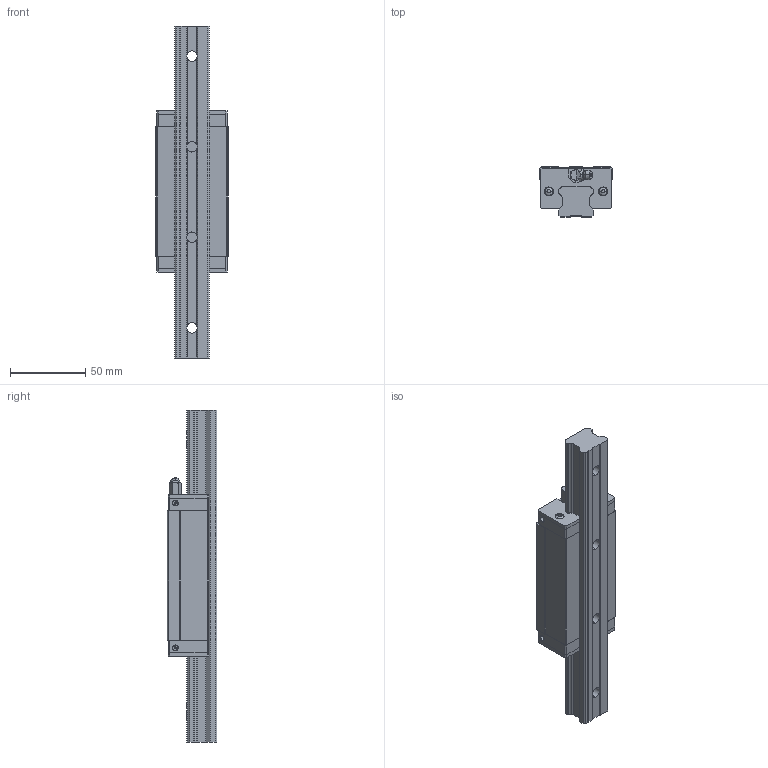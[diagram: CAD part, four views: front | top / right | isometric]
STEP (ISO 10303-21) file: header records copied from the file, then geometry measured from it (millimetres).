
FILE_DESCRIPTION (( 'STEP AP203' ), '1' );
FILE_NAME ('SBI 25 CLL.STEP', '2015-01-09T06:20:47', ( 'star' ), ( '' ), 'SwSTEP 2.0', 'SolidWorks 2013', '' );
FILE_SCHEMA (( 'CONFIG_CONTROL_DESIGN' ));
Length unit declared in the file: millimetre
Products named in the file (7): A2N; DEFAULT_1; DEFAULT_4; SBI 25 CLL; DEFAULT_2; DEFAULT_5; DEFAULT_3
Assembly tree (11 placements, depth 2):
  SBI 25 CLL
    DEFAULT_1
    DEFAULT_2
    DEFAULT_3  x2
    DEFAULT_4  x2
    DEFAULT_5  x4
    A2N
Bounding box: 48 x 33 x 220 mm (x, y, z)
Volume: 190201.2 mm3; surface area: 53008.5 mm2
Topology: 11 solids, 11 shells, 450 faces, 1152 edges, 742 vertices
Faces by surface type: plane 259, cylinder 127, cone 33, bspline 23, torus 8
Entity records: 10390 total; most frequent: CARTESIAN_POINT 2068, ORIENTED_EDGE 1556, DIRECTION 1551, EDGE_CURVE 778, AXIS2_PLACEMENT_3D 522, LINE 507, VECTOR 507, VERTEX_POINT 506
